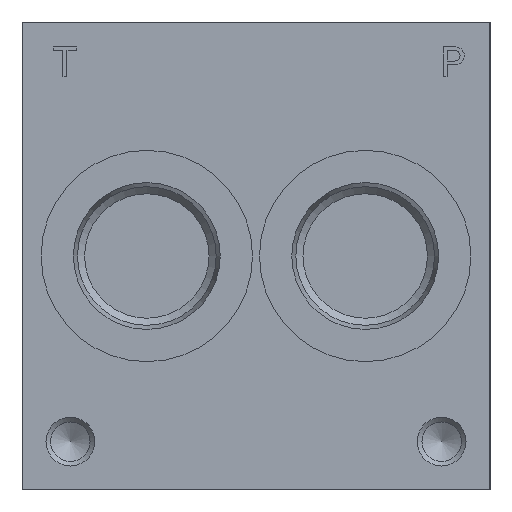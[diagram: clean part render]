
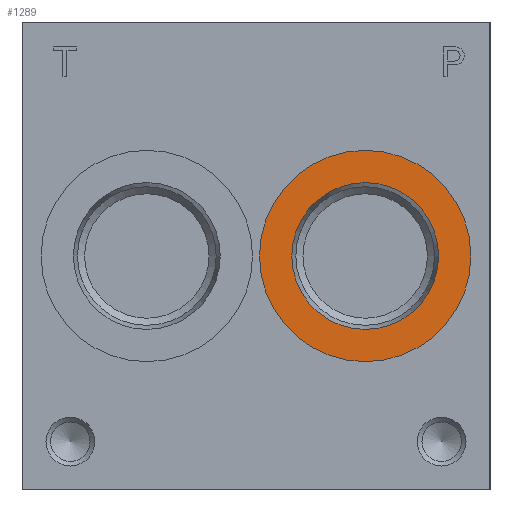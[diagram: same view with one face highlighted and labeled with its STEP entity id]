
A CAD part, left-side view. The second image highlights one B-rep face of the part: STEP entity #1289.
In plain terms, the highlighted planar face has unit normal (-1, 0, 0).
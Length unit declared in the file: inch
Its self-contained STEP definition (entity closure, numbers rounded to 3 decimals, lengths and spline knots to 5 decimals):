
#1289 = ADVANCED_FACE( '', ( #3152, #3153 ), #3154, .T. );
#3152 = FACE_BOUND( '', #5817, .T. );
#3153 = FACE_OUTER_BOUND( '', #5818, .T. );
#3154 = PLANE( '', #5819 );
#5817 = EDGE_LOOP( '', ( #9582 ) );
#5818 = EDGE_LOOP( '', ( #9583 ) );
#5819 = AXIS2_PLACEMENT_3D( '', #9584, #9585, #9586 );
#9582 = ORIENTED_EDGE( '', *, *, #14445, .T. );
#9583 = ORIENTED_EDGE( '', *, *, #14586, .F. );
#9584 = CARTESIAN_POINT( '', ( 0.031, 1.4775, 1.5 ) );
#9585 = DIRECTION( '', ( -1., 0., 0. ) );
#9586 = DIRECTION( '', ( 0., 0., 1. ) );
#14445 = EDGE_CURVE( '', #17266, #17266, #17267, .T. );
#14586 = EDGE_CURVE( '', #17487, #17487, #17488, .T. );
#17266 = VERTEX_POINT( '', #21066 );
#17267 = CIRCLE( '', #21067, 0.4705 );
#17487 = VERTEX_POINT( '', #21350 );
#17488 = CIRCLE( '', #21351, 0.6775 );
#21066 = CARTESIAN_POINT( '', ( 0.031, 0.8, 1.0295 ) );
#21067 = AXIS2_PLACEMENT_3D( '', #24461, #24462, #24463 );
#21350 = CARTESIAN_POINT( '', ( 0.031, 0.8, 0.8225 ) );
#21351 = AXIS2_PLACEMENT_3D( '', #24638, #24639, #24640 );
#24461 = CARTESIAN_POINT( '', ( 0.031, 0.8, 1.5 ) );
#24462 = DIRECTION( '', ( 1., 0., 0. ) );
#24463 = DIRECTION( '', ( 0., 0., -1. ) );
#24638 = CARTESIAN_POINT( '', ( 0.031, 0.8, 1.5 ) );
#24639 = DIRECTION( '', ( 1., 0., 0. ) );
#24640 = DIRECTION( '', ( 0., 0., -1. ) );
